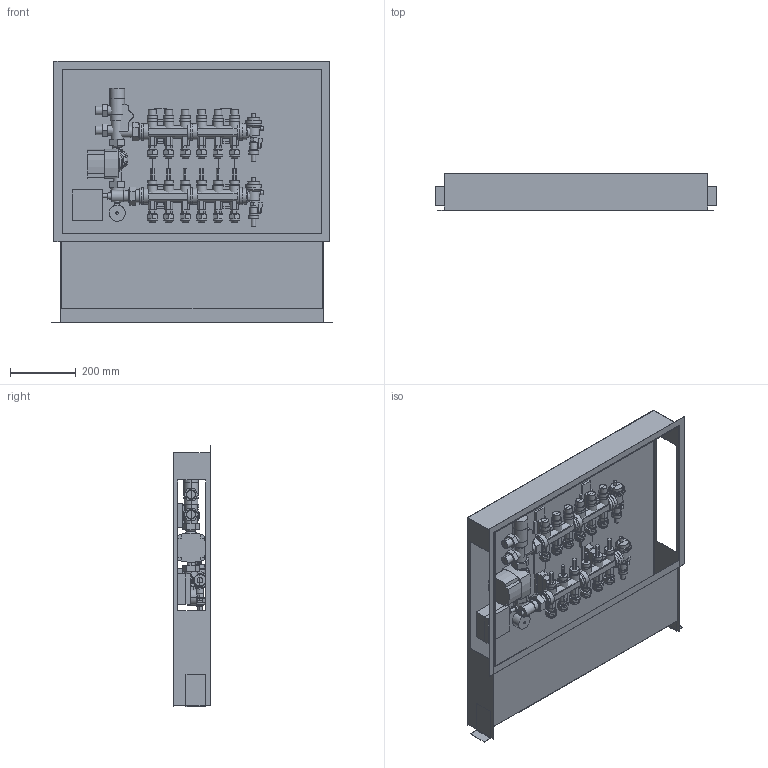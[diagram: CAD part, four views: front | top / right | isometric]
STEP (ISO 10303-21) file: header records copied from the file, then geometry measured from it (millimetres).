
FILE_DESCRIPTION(('CATIA V5 STEP Exchange','CAx-IF Rec.Pracs.--- Model Styling and Organization---1.5--- 2016-08-15','CAx-IF Rec.Pracs.---Supplemental Geometry---1.0---2011-11-01','CAx-IF Rec.Pracs.--- Composite Materials ---3.4---2017-06-13','CAx-IF Rec.Pracs.---Tessellated 3D Geometry---1.0---2015-12-17'),'2;1');
FILE_NAME('STEP_1825F1A2L_-_TST.stp','2023-03-24T08:09:56+00:00',('none'),('none'),'CATIA Version 5-6 Release 2020 SP5','CATIA V5 STEP AP242 v2','none');
FILE_SCHEMA(('AP242_MANAGED_MODEL_BASED_3D_ENGINEERING_MIM_LF {1 0 10303 442 1 1 4}'));
Products named in the file (1): 1825F1A2L
Bounding box: 854.6 x 112.95 x 797.5 mm (x, y, z)
Volume: 5673244.4 mm3; surface area: 2999512.1 mm2
Topology: 174 solids, 174 shells, 1678 faces, 3246 edges, 1928 vertices
Faces by surface type: plane 1177, cylinder 415, torus 48, cone 38
Entity records: 45077 total; most frequent: CARTESIAN_POINT 18078, ORIENTED_EDGE 6492, DIRECTION 3356, EDGE_CURVE 3246, B_SPLINE_CURVE_WITH_KNOTS 2988, VERTEX_POINT 1928, EDGE_LOOP 1704, AXIS2_PLACEMENT_3D 1679
